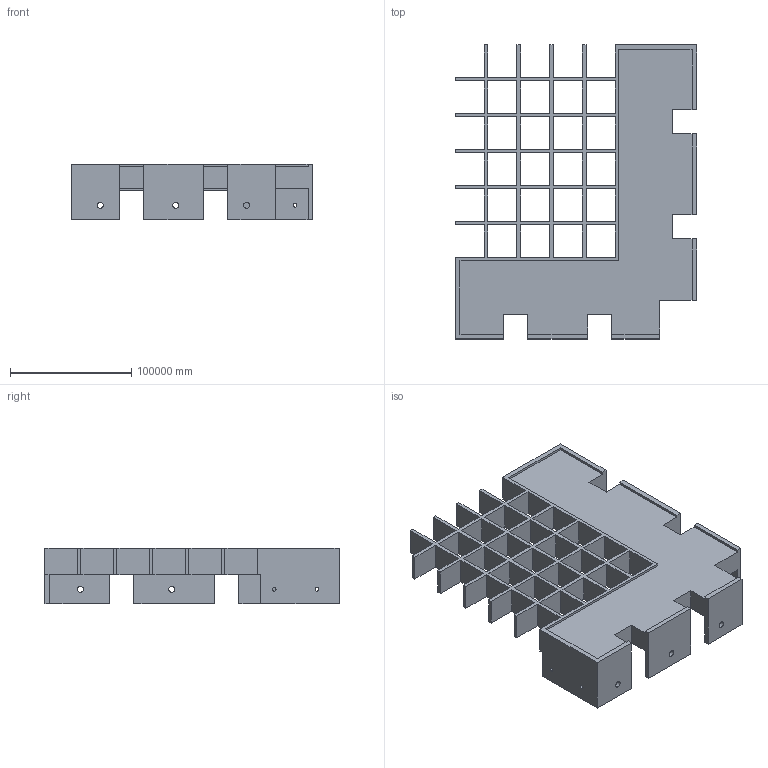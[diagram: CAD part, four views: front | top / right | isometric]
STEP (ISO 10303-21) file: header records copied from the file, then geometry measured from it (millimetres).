
FILE_DESCRIPTION(/* description */ (''),/* implementation_level */ '2;1');
FILE_NAME(/* name */ '3d Druck re-unten',/* time_stamp */ '2025-01-02T11:37:20+01:00',/* author */ (''),/* organization */ (''),/* preprocessor_version */ 'ST-DEVELOPER v19.2',/* originating_system */ 'Rhino 8.14',/* authorisation */ '');
FILE_SCHEMA (('CONFIG_CONTROL_DESIGN'));
Length unit declared in the file: metre
Products named in the file (1): Document
Bounding box: 199400 x 242600 x 46000 mm (x, y, z)
Volume: 544127258779993.2 mm3; surface area: 154088357012.1 mm2
Topology: 1 solids, 1 shells, 196 faces, 580 edges, 386 vertices
Faces by surface type: plane 176, cylinder 20
Entity records: 5590 total; most frequent: CARTESIAN_POINT 1677, ORIENTED_EDGE 1160, EDGE_CURVE 580, B_SPLINE_CURVE_WITH_KNOTS 520, VERTEX_POINT 386, EDGE_LOOP 256, ADVANCED_FACE 196, FACE_OUTER_BOUND 196
